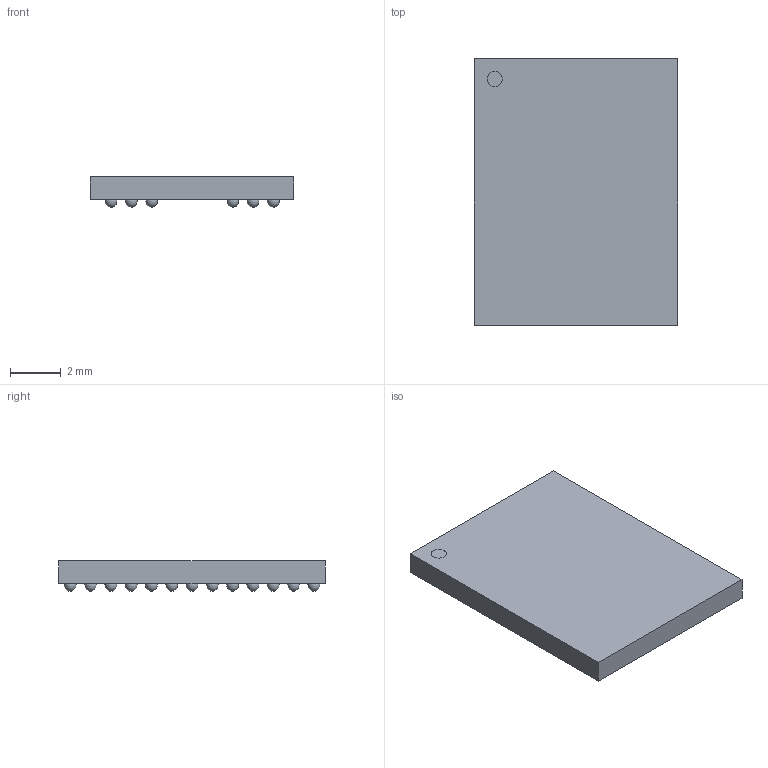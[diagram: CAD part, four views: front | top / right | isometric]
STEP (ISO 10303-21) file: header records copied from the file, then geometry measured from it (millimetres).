
FILE_DESCRIPTION(/* description */ (''),/* implementation_level */ '2;1');
FILE_NAME(/* name */ 'BGA78C80P9X13_800X1050X120.stp',/* time_stamp */ '2016-11-16T13:44:22+01:00',/* author */ ('jchouvet'),/* organization */ (''),/* preprocessor_version */ 'ST-DEVELOPER v16.1',/* originating_system */ 'AutoCAD Mechanical',/* authorisation */ '');
FILE_SCHEMA (('AUTOMOTIVE_DESIGN { 1 0 10303 214 3 1 1 }'));
Length unit declared in the file: millimetre
Products named in the file (1): Product
Bounding box: 8 x 10.5 x 1.2 mm (x, y, z)
Volume: 78.6 mm3; surface area: 249.3 mm2
Topology: 80 solids, 80 shells, 167 faces, 330 edges, 246 vertices
Faces by surface type: plane 87, sphere 78, cylinder 2
Full cylindrical faces by diameter (mm): 0.6 x2
Entity records: 2553 total; most frequent: DIRECTION 512, CARTESIAN_POINT 352, AXIS2_PLACEMENT_3D 250, ORIENTED_EDGE 188, EDGE_LOOP 170, FACE_OUTER_BOUND 167, ADVANCED_FACE 167, EDGE_CURVE 94
